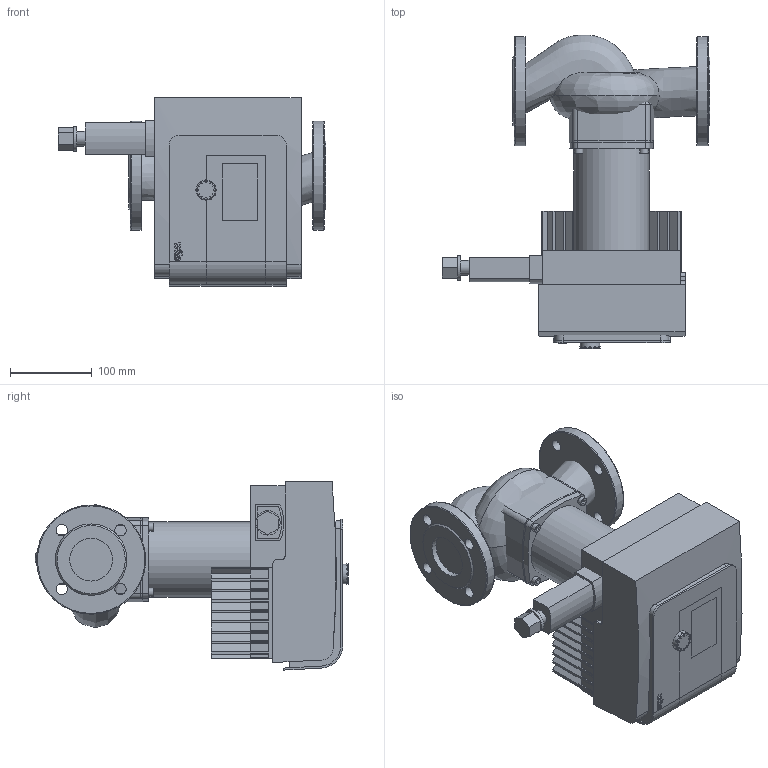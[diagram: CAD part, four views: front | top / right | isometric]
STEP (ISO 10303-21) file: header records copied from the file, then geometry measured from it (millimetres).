
FILE_DESCRIPTION(/* description */ (''),/* implementation_level */ '2;1');
FILE_NAME(/* name */ '3d_StratosMAXO2x3-25145PSI-2164614_in.stp',/* time_stamp */ '2020-07-29T15:36:48-05:00',/* author */ ('faliszekte'),/* organization */ (''),/* preprocessor_version */ 'ST-DEVELOPER v18.1',/* originating_system */ 'Autodesk Inventor 2021',/* authorisation */ '');
FILE_SCHEMA (('AUTOMOTIVE_DESIGN { 1 0 10303 214 3 1 1 }'));
Length unit declared in the file: inch
Products named in the file (1): 3d_StratosMAXO2x3-25145PSI-2164614_in
Bounding box: 327.5 x 383.5 x 230 mm (x, y, z)
Volume: 7513385.8 mm3; surface area: 763607 mm2
Topology: 16 solids, 16 shells, 702 faces, 1791 edges, 1122 vertices
Faces by surface type: plane 376, cylinder 200, sphere 48, torus 40, bspline 28, cone 10
Full cylindrical faces by diameter (mm): 10 x4, 14 x8, 18 x1, 24 x1, 30 x1, 52.4 x2, 92 x1, 133.4 x2
Entity records: 27899 total; most frequent: CARTESIAN_POINT 10767, ORIENTED_EDGE 3550, DIRECTION 3528, EDGE_CURVE 1775, LINE 1180, VECTOR 1180, AXIS2_PLACEMENT_3D 1174, VERTEX_POINT 1122
